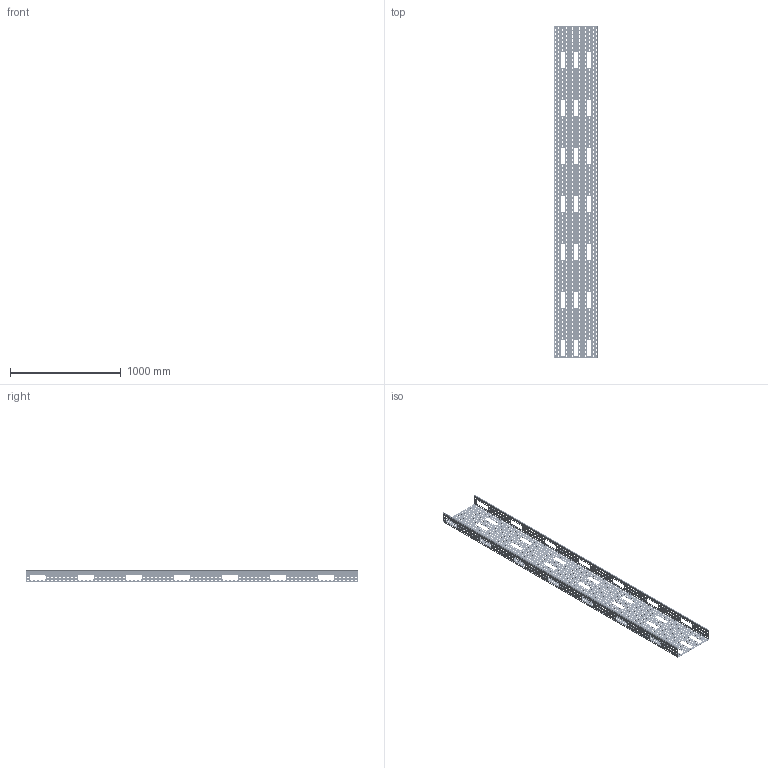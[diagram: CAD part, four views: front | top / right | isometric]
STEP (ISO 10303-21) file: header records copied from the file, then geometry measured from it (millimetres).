
FILE_DESCRIPTION(/* description */ (''),/* implementation_level */ '2;1');
FILE_NAME(/* name */ 'KAP400H110_3.stp',/* time_stamp */ '2020-05-22T14:34:01+02:00',/* author */ ('NB06DT_User'),/* organization */ (''),/* preprocessor_version */ 'ST-DEVELOPER v18.1',/* originating_system */ 'Autodesk Inventor 2021',/* authorisation */ '');
FILE_SCHEMA (('AUTOMOTIVE_DESIGN { 1 0 10303 214 3 1 1 }'));
Products named in the file (1): KAJ400H60_3
Bounding box: 400.41 x 3000 x 109.97 mm (x, y, z)
Volume: 2215401.3 mm3; surface area: 3103941.6 mm2
Topology: 1 solids, 1 shells, 6070 faces, 18140 edges, 12072 vertices
Faces by surface type: plane 3054, cylinder 3016
Entity records: 211625 total; most frequent: DIRECTION 36314, CARTESIAN_POINT 36283, ORIENTED_EDGE 36280, EDGE_CURVE 18140, LINE 12108, VECTOR 12108, AXIS2_PLACEMENT_3D 12103, VERTEX_POINT 12072
